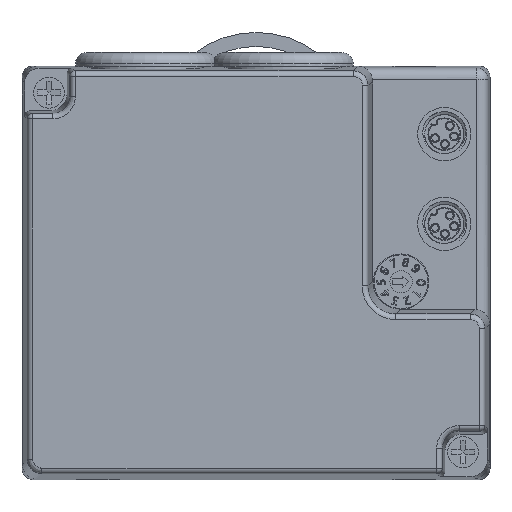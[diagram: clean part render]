
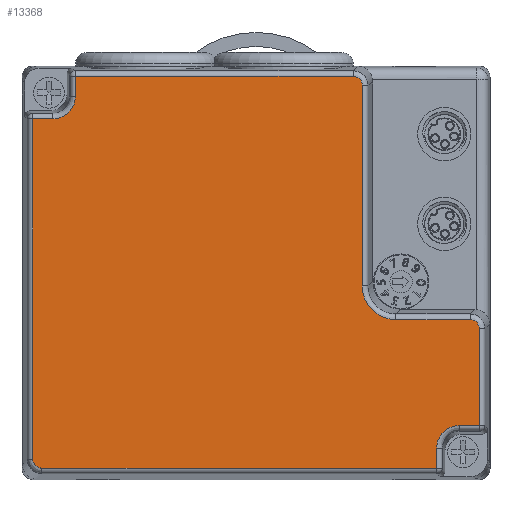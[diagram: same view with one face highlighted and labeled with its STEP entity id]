
A CAD part, top view. The second image highlights one B-rep face of the part: STEP entity #13368.
In plain terms, the highlighted planar face has unit normal (0, 0, 1).
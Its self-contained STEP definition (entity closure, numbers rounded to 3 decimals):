
#1682=ELLIPSE('',#42702,4.003,4.);
#1683=ELLIPSE('',#42703,1.601,1.6);
#1684=ELLIPSE('',#42704,6.004,6.);
#1685=ELLIPSE('',#42705,1.601,1.6);
#1686=ELLIPSE('',#42706,4.003,4.);
#1687=ELLIPSE('',#42707,1.601,1.6);
#3228=FACE_OUTER_BOUND('',#18768,.T.);
#7073=LINE('',#78618,#11129);
#7074=LINE('',#78621,#11130);
#7075=LINE('',#78625,#11131);
#7076=LINE('',#78627,#11132);
#7077=LINE('',#78631,#11133);
#7078=LINE('',#78635,#11134);
#7079=LINE('',#78639,#11135);
#7080=LINE('',#78641,#11136);
#7081=LINE('',#78645,#11137);
#7082=LINE('',#78647,#11138);
#11129=VECTOR('',#52210,1.);
#11130=VECTOR('',#52211,1.);
#11131=VECTOR('',#52214,1.);
#11132=VECTOR('',#52215,1.);
#11133=VECTOR('',#52218,1.);
#11134=VECTOR('',#52221,1.);
#11135=VECTOR('',#52224,1.);
#11136=VECTOR('',#52225,1.);
#11137=VECTOR('',#52228,1.);
#11138=VECTOR('',#52229,1.);
#13368=ADVANCED_FACE('',(#3228),#14963,.T.);
#14963=PLANE('',#42708);
#18768=EDGE_LOOP('',(#28685,#28686,#28687,#28688,#28689,#28690,#28691,#28692,
#28693,#28694,#28695,#28696,#28697,#28698,#28699,#28700));
#28685=ORIENTED_EDGE('',*,*,#38479,.T.);
#28686=ORIENTED_EDGE('',*,*,#38480,.T.);
#28687=ORIENTED_EDGE('',*,*,#38481,.T.);
#28688=ORIENTED_EDGE('',*,*,#38482,.T.);
#28689=ORIENTED_EDGE('',*,*,#38483,.T.);
#28690=ORIENTED_EDGE('',*,*,#38484,.T.);
#28691=ORIENTED_EDGE('',*,*,#38485,.T.);
#28692=ORIENTED_EDGE('',*,*,#38486,.T.);
#28693=ORIENTED_EDGE('',*,*,#38487,.T.);
#28694=ORIENTED_EDGE('',*,*,#38488,.T.);
#28695=ORIENTED_EDGE('',*,*,#38489,.T.);
#28696=ORIENTED_EDGE('',*,*,#38490,.T.);
#28697=ORIENTED_EDGE('',*,*,#38491,.T.);
#28698=ORIENTED_EDGE('',*,*,#38492,.T.);
#28699=ORIENTED_EDGE('',*,*,#38493,.T.);
#28700=ORIENTED_EDGE('',*,*,#38494,.T.);
#33272=VERTEX_POINT('',#78619);
#33273=VERTEX_POINT('',#78620);
#33274=VERTEX_POINT('',#78622);
#33275=VERTEX_POINT('',#78624);
#33276=VERTEX_POINT('',#78626);
#33277=VERTEX_POINT('',#78628);
#33278=VERTEX_POINT('',#78630);
#33279=VERTEX_POINT('',#78632);
#33280=VERTEX_POINT('',#78634);
#33281=VERTEX_POINT('',#78636);
#33282=VERTEX_POINT('',#78638);
#33283=VERTEX_POINT('',#78640);
#33284=VERTEX_POINT('',#78642);
#33285=VERTEX_POINT('',#78644);
#33286=VERTEX_POINT('',#78646);
#33287=VERTEX_POINT('',#78648);
#38479=EDGE_CURVE('',#33272,#33273,#7073,.T.);
#38480=EDGE_CURVE('',#33273,#33274,#7074,.T.);
#38481=EDGE_CURVE('',#33274,#33275,#1682,.T.);
#38482=EDGE_CURVE('',#33275,#33276,#7075,.T.);
#38483=EDGE_CURVE('',#33276,#33277,#7076,.T.);
#38484=EDGE_CURVE('',#33277,#33278,#1683,.T.);
#38485=EDGE_CURVE('',#33278,#33279,#7077,.T.);
#38486=EDGE_CURVE('',#33279,#33280,#1684,.T.);
#38487=EDGE_CURVE('',#33280,#33281,#7078,.T.);
#38488=EDGE_CURVE('',#33281,#33282,#1685,.T.);
#38489=EDGE_CURVE('',#33282,#33283,#7079,.T.);
#38490=EDGE_CURVE('',#33283,#33284,#7080,.T.);
#38491=EDGE_CURVE('',#33284,#33285,#1686,.T.);
#38492=EDGE_CURVE('',#33285,#33286,#7081,.T.);
#38493=EDGE_CURVE('',#33286,#33287,#7082,.T.);
#38494=EDGE_CURVE('',#33287,#33272,#1687,.T.);
#42702=AXIS2_PLACEMENT_3D('',#78623,#52212,#52213);
#42703=AXIS2_PLACEMENT_3D('',#78629,#52216,#52217);
#42704=AXIS2_PLACEMENT_3D('',#78633,#52219,#52220);
#42705=AXIS2_PLACEMENT_3D('',#78637,#52222,#52223);
#42706=AXIS2_PLACEMENT_3D('',#78643,#52226,#52227);
#42707=AXIS2_PLACEMENT_3D('',#78649,#52230,#52231);
#42708=AXIS2_PLACEMENT_3D('',#78650,#52232,#52233);
#52210=DIRECTION('',(1.,0.,0.));
#52211=DIRECTION('',(0.,1.,0.));
#52212=DIRECTION('',(0.,0.,-1.));
#52213=DIRECTION('',(-0.707,0.707,0.));
#52214=DIRECTION('',(1.,0.,0.));
#52215=DIRECTION('',(0.,1.,0.));
#52216=DIRECTION('',(0.,0.,1.));
#52217=DIRECTION('',(-0.707,-0.707,0.));
#52218=DIRECTION('',(-1.,0.,0.));
#52219=DIRECTION('',(0.,0.,-1.));
#52220=DIRECTION('',(-0.707,-0.707,0.));
#52221=DIRECTION('',(0.,1.,0.));
#52222=DIRECTION('',(0.,0.,1.));
#52223=DIRECTION('',(-0.707,-0.707,0.));
#52224=DIRECTION('',(-1.,0.,0.));
#52225=DIRECTION('',(0.,-1.,0.));
#52226=DIRECTION('',(0.,0.,-1.));
#52227=DIRECTION('',(0.707,-0.707,0.));
#52228=DIRECTION('',(-1.,0.,0.));
#52229=DIRECTION('',(0.,-1.,0.));
#52230=DIRECTION('',(0.,0.,1.));
#52231=DIRECTION('',(0.707,0.707,0.));
#52232=DIRECTION('',(0.,0.,1.));
#52233=DIRECTION('',(-1.,0.,0.));
#78618=CARTESIAN_POINT('',(-916.994,155.77,-5.52));
#78619=CARTESIAN_POINT('',(-934.69,155.77,-5.52));
#78620=CARTESIAN_POINT('',(-864.304,155.77,-5.52));
#78621=CARTESIAN_POINT('',(-864.304,189.686,-5.52));
#78622=CARTESIAN_POINT('',(-864.304,159.348,-5.52));
#78623=CARTESIAN_POINT('',(-860.303,159.345,-5.52));
#78624=CARTESIAN_POINT('',(-860.305,163.347,-5.52));
#78625=CARTESIAN_POINT('',(-916.994,163.347,-5.52));
#78626=CARTESIAN_POINT('',(-856.732,163.347,-5.52));
#78627=CARTESIAN_POINT('',(-856.732,189.686,-5.52));
#78628=CARTESIAN_POINT('',(-856.732,180.658,-5.52));
#78629=CARTESIAN_POINT('',(-858.333,180.657,-5.52));
#78630=CARTESIAN_POINT('',(-858.332,182.257,-5.52));
#78631=CARTESIAN_POINT('',(-916.994,182.257,-5.52));
#78632=CARTESIAN_POINT('',(-871.579,182.257,-5.52));
#78633=CARTESIAN_POINT('',(-871.574,188.259,-5.52));
#78634=CARTESIAN_POINT('',(-877.576,188.255,-5.52));
#78635=CARTESIAN_POINT('',(-877.576,189.686,-5.52));
#78636=CARTESIAN_POINT('',(-877.576,224.002,-5.52));
#78637=CARTESIAN_POINT('',(-879.177,224.001,-5.52));
#78638=CARTESIAN_POINT('',(-879.176,225.602,-5.52));
#78639=CARTESIAN_POINT('',(-916.994,225.602,-5.52));
#78640=CARTESIAN_POINT('',(-928.717,225.602,-5.52));
#78641=CARTESIAN_POINT('',(-928.717,189.686,-5.52));
#78642=CARTESIAN_POINT('',(-928.717,222.023,-5.52));
#78643=CARTESIAN_POINT('',(-932.719,222.026,-5.52));
#78644=CARTESIAN_POINT('',(-932.716,218.025,-5.52));
#78645=CARTESIAN_POINT('',(-916.994,218.025,-5.52));
#78646=CARTESIAN_POINT('',(-936.289,218.025,-5.52));
#78647=CARTESIAN_POINT('',(-936.289,189.686,-5.52));
#78648=CARTESIAN_POINT('',(-936.289,157.369,-5.52));
#78649=CARTESIAN_POINT('',(-934.689,157.37,-5.52));
#78650=CARTESIAN_POINT('',(-916.994,189.686,-5.52));
